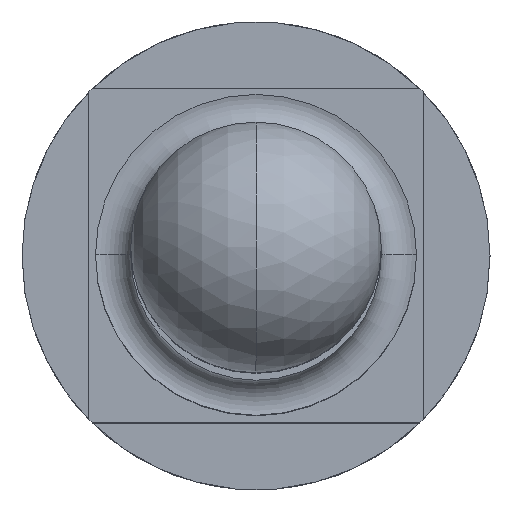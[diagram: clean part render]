
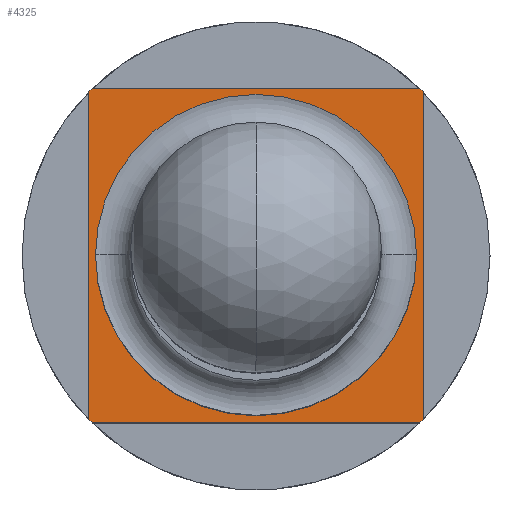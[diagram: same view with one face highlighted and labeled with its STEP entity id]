
A CAD part, top view. The second image highlights one B-rep face of the part: STEP entity #4325.
In plain terms, the highlighted planar face has unit normal (0, 0, 1).
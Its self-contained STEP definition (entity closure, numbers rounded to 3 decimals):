
#186 = EDGE_CURVE ( 'NONE', #3870, #3871, #5622, .T. ) ;
#260 = EDGE_CURVE ( 'NONE', #3892, #3881, #5668, .T. ) ;
#269 = EDGE_CURVE ( 'NONE', #3897, #3896, #5675, .T. ) ;
#283 = EDGE_CURVE ( 'NONE', #3871, #3870, #5683, .T. ) ;
#285 = EDGE_CURVE ( 'NONE', #3903, #3897, #5685, .T. ) ;
#288 = EDGE_CURVE ( 'NONE', #3896, #3892, #5686, .T. ) ;
#290 = EDGE_CURVE ( 'NONE', #3881, #3902, #5688, .T. ) ;
#292 = EDGE_CURVE ( 'NONE', #3902, #3906, #5690, .T. ) ;
#295 = EDGE_CURVE ( 'NONE', #3906, #3907, #5692, .T. ) ;
#297 = EDGE_CURVE ( 'NONE', #3907, #3903, #5693, .T. ) ;
#1055 = DIRECTION ( 'NONE',  ( 1., 0., 0. ) ) ;
#1057 = DIRECTION ( 'NONE',  ( 0., 0., 1. ) ) ;
#1058 = CARTESIAN_POINT ( 'NONE',  ( 0., 0., -14. ) ) ;
#1059 = DIRECTION ( 'NONE',  ( 0., -1., 0. ) ) ;
#1060 = CARTESIAN_POINT ( 'NONE',  ( -0.5, 0.5, -14. ) ) ;
#1061 = DIRECTION ( 'NONE',  ( -1., 0., 0. ) ) ;
#1063 = CARTESIAN_POINT ( 'NONE',  ( -0.5, 0.5, -14. ) ) ;
#1065 = DIRECTION ( 'NONE',  ( 1., 0., 0. ) ) ;
#1066 = DIRECTION ( 'NONE',  ( 0., 0., 1. ) ) ;
#1067 = CARTESIAN_POINT ( 'NONE',  ( 0., 0., -14. ) ) ;
#1068 = DIRECTION ( 'NONE',  ( 1., 0., 0. ) ) ;
#1069 = CARTESIAN_POINT ( 'NONE',  ( -0.5, -0.5, -14. ) ) ;
#1073 = DIRECTION ( 'NONE',  ( 0., 1., 0. ) ) ;
#1079 = CARTESIAN_POINT ( 'NONE',  ( 0.5, 0.5, -14. ) ) ;
#1086 = DIRECTION ( 'NONE',  ( 1., 0., 0. ) ) ;
#1087 = DIRECTION ( 'NONE',  ( 0., 0., 1. ) ) ;
#1090 = CARTESIAN_POINT ( 'NONE',  ( 0., 0., -14. ) ) ;
#1100 = DIRECTION ( 'NONE',  ( 1., 0., 0. ) ) ;
#1102 = DIRECTION ( 'NONE',  ( 0., 0., 1. ) ) ;
#1103 = CARTESIAN_POINT ( 'NONE',  ( 0., 0., -14. ) ) ;
#1208 = DIRECTION ( 'NONE',  ( 1., 0., 0. ) ) ;
#1210 = DIRECTION ( 'NONE',  ( 0., 0., 1. ) ) ;
#1211 = CARTESIAN_POINT ( 'NONE',  ( 0., 0., -14. ) ) ;
#1505 = EDGE_LOOP ( 'NONE', ( #8544, #8545 ) ) ;
#1510 = EDGE_LOOP ( 'NONE', ( #8546, #8378, #8379, #8380, #8381, #8382, #8383, #8384 ) ) ;
#3870 = VERTEX_POINT ( 'NONE', #4403 ) ;
#3871 = VERTEX_POINT ( 'NONE', #4404 ) ;
#3881 = VERTEX_POINT ( 'NONE', #4414 ) ;
#3892 = VERTEX_POINT ( 'NONE', #4425 ) ;
#3896 = VERTEX_POINT ( 'NONE', #4429 ) ;
#3897 = VERTEX_POINT ( 'NONE', #4430 ) ;
#3902 = VERTEX_POINT ( 'NONE', #4435 ) ;
#3903 = VERTEX_POINT ( 'NONE', #4436 ) ;
#3906 = VERTEX_POINT ( 'NONE', #4439 ) ;
#3907 = VERTEX_POINT ( 'NONE', #4440 ) ;
#4325 = ADVANCED_FACE ( 'NONE', ( #5922, #5926 ), #7260, .F. ) ;
#4403 = CARTESIAN_POINT ( 'NONE',  ( 0.48, 0., -14. ) ) ;
#4404 = CARTESIAN_POINT ( 'NONE',  ( -0.48, 0., -14. ) ) ;
#4414 = CARTESIAN_POINT ( 'NONE',  ( -0.5, 0.49, -14. ) ) ;
#4425 = CARTESIAN_POINT ( 'NONE',  ( -0.49, 0.5, -14. ) ) ;
#4429 = CARTESIAN_POINT ( 'NONE',  ( 0.49, 0.5, -14. ) ) ;
#4430 = CARTESIAN_POINT ( 'NONE',  ( 0.5, 0.49, -14. ) ) ;
#4435 = CARTESIAN_POINT ( 'NONE',  ( -0.5, -0.49, -14. ) ) ;
#4436 = CARTESIAN_POINT ( 'NONE',  ( 0.5, -0.49, -14. ) ) ;
#4439 = CARTESIAN_POINT ( 'NONE',  ( -0.49, -0.5, -14. ) ) ;
#4440 = CARTESIAN_POINT ( 'NONE',  ( 0.49, -0.5, -14. ) ) ;
#5622 = CIRCLE ( 'NONE', #7794, 0.48 ) ;
#5668 = CIRCLE ( 'NONE', #7814, 0.7 ) ;
#5675 = CIRCLE ( 'NONE', #7816, 0.7 ) ;
#5683 = CIRCLE ( 'NONE', #7820, 0.48 ) ;
#5685 = LINE ( 'NONE', #1079, #5687 ) ;
#5686 = LINE ( 'NONE', #1063, #5689 ) ;
#5687 = VECTOR ( 'NONE', #1073, 1000. ) ;
#5688 = LINE ( 'NONE', #1060, #5691 ) ;
#5689 = VECTOR ( 'NONE', #1061, 1000. ) ;
#5690 = CIRCLE ( 'NONE', #7821, 0.7 ) ;
#5691 = VECTOR ( 'NONE', #1059, 1000. ) ;
#5692 = LINE ( 'NONE', #1069, #5694 ) ;
#5693 = CIRCLE ( 'NONE', #7822, 0.7 ) ;
#5694 = VECTOR ( 'NONE', #1068, 1000. ) ;
#5922 = FACE_BOUND ( 'NONE', #1505, .T. ) ;
#5926 = FACE_OUTER_BOUND ( 'NONE', #1510, .T. ) ;
#7257 = CARTESIAN_POINT ( 'NONE',  ( 0., 0.48, -14. ) ) ;
#7260 = PLANE ( 'NONE',  #7899 ) ;
#7262 = DIRECTION ( 'NONE',  ( 0., 0., -1. ) ) ;
#7263 = DIRECTION ( 'NONE',  ( -1., 0., 0. ) ) ;
#7794 = AXIS2_PLACEMENT_3D ( 'NONE', #1211, #1210, #1208 ) ;
#7814 = AXIS2_PLACEMENT_3D ( 'NONE', #1103, #1102, #1100 ) ;
#7816 = AXIS2_PLACEMENT_3D ( 'NONE', #1090, #1087, #1086 ) ;
#7820 = AXIS2_PLACEMENT_3D ( 'NONE', #1067, #1066, #1065 ) ;
#7821 = AXIS2_PLACEMENT_3D ( 'NONE', #1058, #1057, #1055 ) ;
#7822 = AXIS2_PLACEMENT_3D ( 'NONE', #9747, #9746, #9755 ) ;
#7899 = AXIS2_PLACEMENT_3D ( 'NONE', #7257, #7262, #7263 ) ;
#8378 = ORIENTED_EDGE ( 'NONE', *, *, #269, .T. ) ;
#8379 = ORIENTED_EDGE ( 'NONE', *, *, #288, .T. ) ;
#8380 = ORIENTED_EDGE ( 'NONE', *, *, #260, .T. ) ;
#8381 = ORIENTED_EDGE ( 'NONE', *, *, #290, .T. ) ;
#8382 = ORIENTED_EDGE ( 'NONE', *, *, #292, .T. ) ;
#8383 = ORIENTED_EDGE ( 'NONE', *, *, #295, .T. ) ;
#8384 = ORIENTED_EDGE ( 'NONE', *, *, #297, .T. ) ;
#8544 = ORIENTED_EDGE ( 'NONE', *, *, #186, .F. ) ;
#8545 = ORIENTED_EDGE ( 'NONE', *, *, #283, .F. ) ;
#8546 = ORIENTED_EDGE ( 'NONE', *, *, #285, .T. ) ;
#9746 = DIRECTION ( 'NONE',  ( 0., 0., 1. ) ) ;
#9747 = CARTESIAN_POINT ( 'NONE',  ( 0., 0., -14. ) ) ;
#9755 = DIRECTION ( 'NONE',  ( 1., 0., 0. ) ) ;
